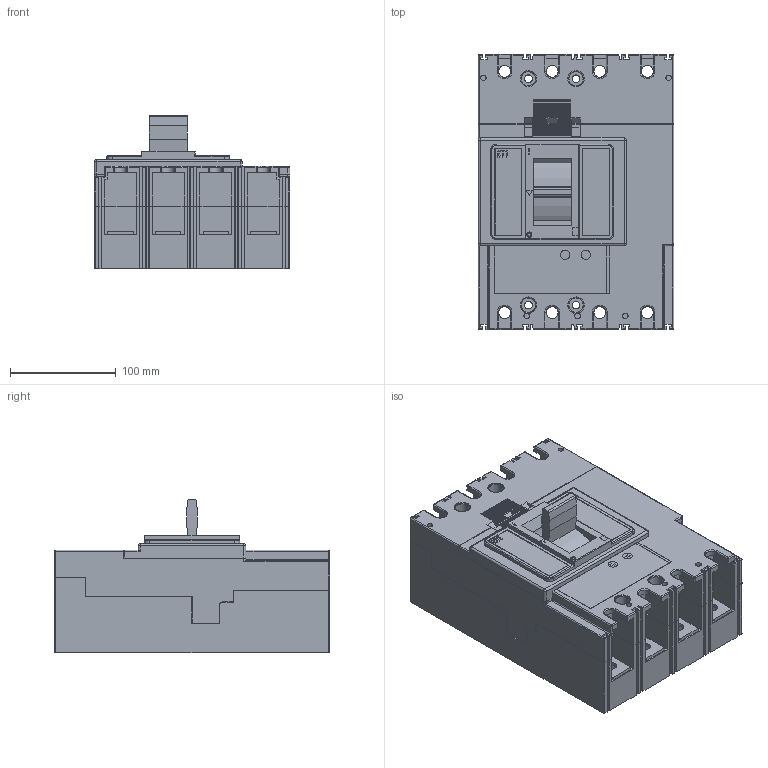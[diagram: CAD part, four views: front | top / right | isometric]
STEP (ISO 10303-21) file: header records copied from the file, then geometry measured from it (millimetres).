
FILE_DESCRIPTION((''),'2;1');
FILE_NAME('EB2_400_3L_ASM_1_ASM','2021-11-03T',('marketing.praksa'),('Audax d.o.o.'),'CREO PARAMETRIC BY PTC INC, 2017480','CREO PARAMETRIC BY PTC INC, 2017480','');
FILE_SCHEMA(('AUTOMOTIVE_DESIGN { 1 0 10303 214 1 1 1 1 }'));
Length unit declared in the file: millimetre
Products named in the file (18): ASDA_1_1; ASDA_1_2; ASDA_1_3; ASDA_1_4; ASDA_1_5; ASDA_1_6; ASDA_1_1_2_1; ASDA_1_1_2_6; ASDA_1_ASM; EB2_400_3L_PART2_1; EB2_400_3L_PART1_1_1; EB2_400_3L_PART1_2_1; PRT9582_1; PRT9583_1_1; PRT9583_1_2; PRT9583_1_3; PRT9583_1_ASM; EB2_400_3L_ASM_1_ASM
Assembly tree (17 placements, depth 3):
  EB2_400_3L_ASM_1_ASM
    ASDA_1_ASM
      ASDA_1_1
      ASDA_1_2
      ASDA_1_3
      ASDA_1_4
      ASDA_1_5
      ASDA_1_6
      ASDA_1_1_2_1
      ASDA_1_1_2_6
    EB2_400_3L_PART2_1
    EB2_400_3L_PART1_1_1
    EB2_400_3L_PART1_2_1
    PRT9582_1
    PRT9583_1_ASM
      PRT9583_1_1
      PRT9583_1_2
      PRT9583_1_3
Bounding box: 185 x 260 x 145 mm (x, y, z)
Volume: 4114109.1 mm3; surface area: 463093.3 mm2
Topology: 15 solids, 15 shells, 1120 faces, 3003 edges, 1944 vertices
Faces by surface type: plane 768, cylinder 293, torus 31, sphere 28
Entity records: 45642 total; most frequent: CARTESIAN_POINT 6333, ORIENTED_EDGE 5950, DIRECTION 5874, PRESENTATION_STYLE_ASSIGNMENT 3082, STYLED_ITEM 3082, CURVE_STYLE 2975, EDGE_CURVE 2975, VECTOR 2324
